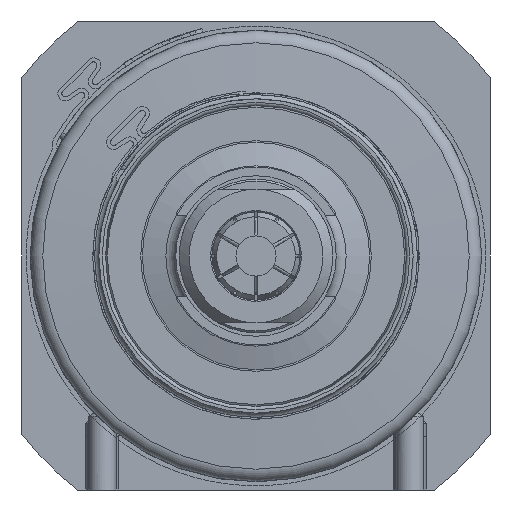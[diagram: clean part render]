
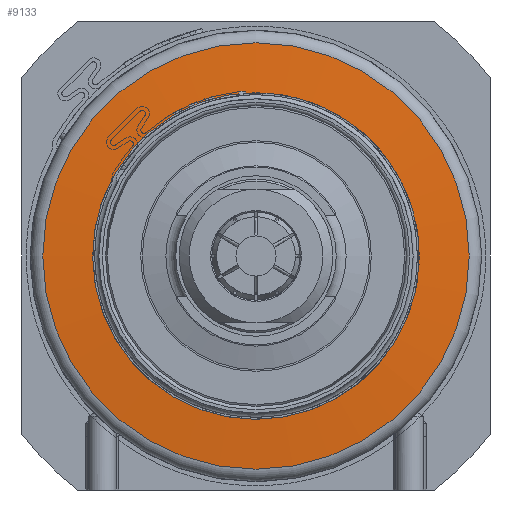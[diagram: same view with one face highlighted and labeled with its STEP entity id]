
A CAD part, left-side view. The second image highlights one B-rep face of the part: STEP entity #9133.
In plain terms, the highlighted conical face has half-angle 86 degrees and reference radius 28.16 mm.
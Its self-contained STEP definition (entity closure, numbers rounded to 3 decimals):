
#602=CONICAL_SURFACE('',#10205,28.16,1.501);
#1065=FACE_OUTER_BOUND('',#1571,.T.);
#1571=EDGE_LOOP('',(#8009,#8010,#8011,#8012,#8013,#8014,#8015,#8016));
#2060=LINE('',#16379,#2541);
#2541=VECTOR('',#12800,28.16);
#3133=CIRCLE('',#10202,31.89);
#3134=CIRCLE('',#10203,31.89);
#3135=CIRCLE('',#10204,31.89);
#3136=CIRCLE('',#10206,24.43);
#3137=CIRCLE('',#10207,24.43);
#3138=CIRCLE('',#10208,24.43);
#4024=VERTEX_POINT('',#16370);
#4025=VERTEX_POINT('',#16372);
#4026=VERTEX_POINT('',#16374);
#4027=VERTEX_POINT('',#16378);
#4028=VERTEX_POINT('',#16380);
#4029=VERTEX_POINT('',#16382);
#5360=EDGE_CURVE('',#4024,#4025,#3133,.T.);
#5361=EDGE_CURVE('',#4025,#4026,#3134,.T.);
#5362=EDGE_CURVE('',#4026,#4024,#3135,.T.);
#5363=EDGE_CURVE('',#4025,#4027,#2060,.T.);
#5364=EDGE_CURVE('',#4027,#4028,#3136,.T.);
#5365=EDGE_CURVE('',#4028,#4029,#3137,.T.);
#5366=EDGE_CURVE('',#4029,#4027,#3138,.T.);
#8009=ORIENTED_EDGE('',*,*,#5362,.F.);
#8010=ORIENTED_EDGE('',*,*,#5361,.F.);
#8011=ORIENTED_EDGE('',*,*,#5363,.T.);
#8012=ORIENTED_EDGE('',*,*,#5364,.T.);
#8013=ORIENTED_EDGE('',*,*,#5365,.T.);
#8014=ORIENTED_EDGE('',*,*,#5366,.T.);
#8015=ORIENTED_EDGE('',*,*,#5363,.F.);
#8016=ORIENTED_EDGE('',*,*,#5360,.F.);
#9133=ADVANCED_FACE('',(#1065),#602,.T.);
#10202=AXIS2_PLACEMENT_3D('',#16373,#12792,#12793);
#10203=AXIS2_PLACEMENT_3D('',#16375,#12794,#12795);
#10204=AXIS2_PLACEMENT_3D('',#16376,#12796,#12797);
#10205=AXIS2_PLACEMENT_3D('',#16377,#12798,#12799);
#10206=AXIS2_PLACEMENT_3D('',#16381,#12801,#12802);
#10207=AXIS2_PLACEMENT_3D('',#16383,#12803,#12804);
#10208=AXIS2_PLACEMENT_3D('',#16384,#12805,#12806);
#12792=DIRECTION('center_axis',(1.,0.,0.));
#12793=DIRECTION('ref_axis',(0.,0.,
-1.));
#12794=DIRECTION('center_axis',(1.,0.,0.));
#12795=DIRECTION('ref_axis',(0.,0.,
-1.));
#12796=DIRECTION('center_axis',(1.,0.,0.));
#12797=DIRECTION('ref_axis',(0.,0.,
-1.));
#12798=DIRECTION('center_axis',(1.,0.,0.));
#12799=DIRECTION('ref_axis',(0.,1.,0.));
#12800=DIRECTION('',(-0.07,0.998,0.));
#12801=DIRECTION('center_axis',(1.,0.,0.));
#12802=DIRECTION('ref_axis',(0.,0.,
-1.));
#12803=DIRECTION('center_axis',(1.,0.,0.));
#12804=DIRECTION('ref_axis',(0.,0.,
-1.));
#12805=DIRECTION('center_axis',(1.,0.,0.));
#12806=DIRECTION('ref_axis',(0.,0.,
-1.));
#16370=CARTESIAN_POINT('',(61.472,0.,31.89));
#16372=CARTESIAN_POINT('',(61.472,-31.89,0.));
#16373=CARTESIAN_POINT('Origin',(61.472,0.,0.));
#16374=CARTESIAN_POINT('',(61.472,31.89,0.));
#16375=CARTESIAN_POINT('Origin',(61.472,0.,0.));
#16376=CARTESIAN_POINT('Origin',(61.472,0.,0.));
#16377=CARTESIAN_POINT('Origin',(61.211,0.,0.));
#16378=CARTESIAN_POINT('',(60.95,-24.43,0.));
#16379=CARTESIAN_POINT('',(61.211,-28.16,0.));
#16380=CARTESIAN_POINT('',(60.95,24.43,0.));
#16381=CARTESIAN_POINT('Origin',(60.95,0.,0.));
#16382=CARTESIAN_POINT('',(60.95,0.,24.43));
#16383=CARTESIAN_POINT('Origin',(60.95,0.,0.));
#16384=CARTESIAN_POINT('Origin',(60.95,0.,0.));
